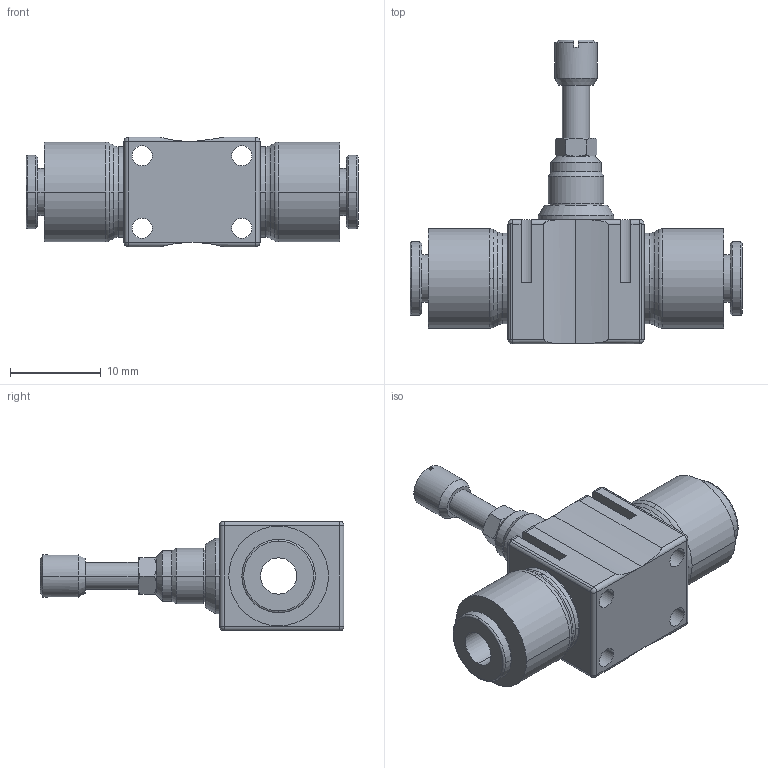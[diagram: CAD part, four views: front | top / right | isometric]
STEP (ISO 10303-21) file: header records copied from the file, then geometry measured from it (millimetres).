
FILE_DESCRIPTION(('STEP AP214'),'1');
FILE_NAME('7770_04_00.stp','2016-07-07T14:13:24',('TraceParts'),('TraceParts S.A.'),'Spatial InterOp 3D',' ',' ');
FILE_SCHEMA(('automotive_design'));
Length unit declared in the file: millimetre
Products named in the file (1): 1
Bounding box: 36.61 x 33.5 x 12.12 mm (x, y, z)
Volume: 3879.2 mm3; surface area: 2993.9 mm2
Topology: 1 solids, 1 shells, 168 faces, 442 edges, 276 vertices
Faces by surface type: cylinder 66, plane 42, cone 36, torus 12, sphere 12
Entity records: 5529 total; most frequent: CARTESIAN_POINT 1331, DIRECTION 936, ORIENTED_EDGE 868, EDGE_CURVE 434, AXIS2_PLACEMENT_3D 385, VERTEX_POINT 276, CIRCLE 216, EDGE_LOOP 186
